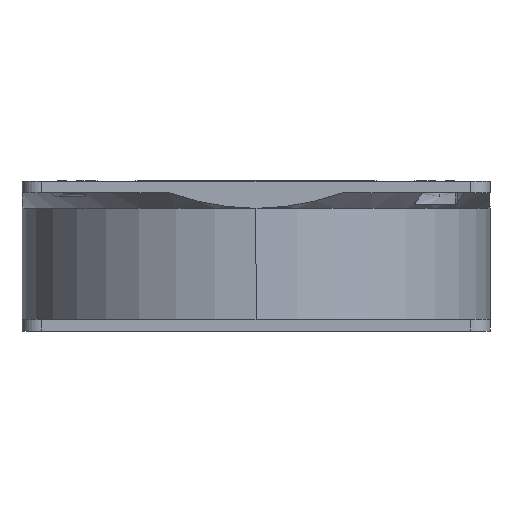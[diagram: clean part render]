
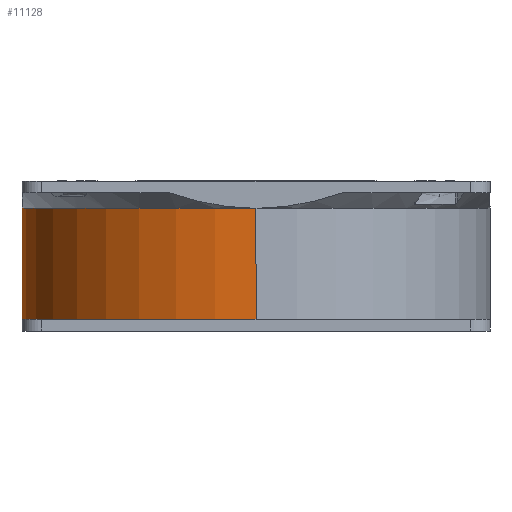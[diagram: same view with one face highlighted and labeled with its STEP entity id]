
A CAD part, left-side view. The second image highlights one B-rep face of the part: STEP entity #11128.
In plain terms, the highlighted cylindrical face has radius 60 mm (diameter 120 mm), a partial arc.
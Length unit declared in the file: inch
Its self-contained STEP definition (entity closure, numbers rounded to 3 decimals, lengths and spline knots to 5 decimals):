
#37 = CARTESIAN_POINT ( 'NONE',  ( 4.72441, 2.3622, 1.24016 ) ) ;
#417 = ORIENTED_EDGE ( 'NONE', *, *, #965, .F. ) ;
#620 = CARTESIAN_POINT ( 'NONE',  ( 2.3622, 2.3622, 0.11811 ) ) ;
#965 = EDGE_CURVE ( 'NONE', #3315, #11186, #9848, .T. ) ;
#1091 = EDGE_CURVE ( 'NONE', #2592, #11163, #16522, .T. ) ;
#1245 = DIRECTION ( 'NONE',  ( 1., 0., 0. ) ) ;
#1329 = DIRECTION ( 'NONE',  ( 0., -1., 0. ) ) ;
#1338 = CARTESIAN_POINT ( 'NONE',  ( 0., 2.3622, 1.39764 ) ) ;
#1909 = AXIS2_PLACEMENT_3D ( 'NONE', #620, #6031, #15761 ) ;
#2195 = DIRECTION ( 'NONE',  ( 0., -1., 0. ) ) ;
#2297 = DIRECTION ( 'NONE',  ( 1., 0., 0. ) ) ;
#2592 = VERTEX_POINT ( 'NONE', #9361 ) ;
#2930 = AXIS2_PLACEMENT_3D ( 'NONE', #12193, #5130, #1245 ) ;
#3315 = VERTEX_POINT ( 'NONE', #7213 ) ;
#3332 = ORIENTED_EDGE ( 'NONE', *, *, #12172, .T. ) ;
#3374 = DIRECTION ( 'NONE',  ( 0., 0., 1. ) ) ;
#3448 = AXIS2_PLACEMENT_3D ( 'NONE', #9191, #10785, #2297 ) ;
#4039 = CARTESIAN_POINT ( 'NONE',  ( 4.72441, 2.3622, 1.39764 ) ) ;
#4632 = VERTEX_POINT ( 'NONE', #37 ) ;
#4633 = DIRECTION ( 'NONE',  ( 0., 0., 1. ) ) ;
#5130 = DIRECTION ( 'NONE',  ( 0., 0., -1. ) ) ;
#5183 = FACE_OUTER_BOUND ( 'NONE', #17324, .T. ) ;
#5878 = CARTESIAN_POINT ( 'NONE',  ( 2.3622, 2.3622, 1.24016 ) ) ;
#5965 = DIRECTION ( 'NONE',  ( 0., 0., -1. ) ) ;
#6031 = DIRECTION ( 'NONE',  ( 0., 0., -1. ) ) ;
#6660 = AXIS2_PLACEMENT_3D ( 'NONE', #17649, #13666, #1329 ) ;
#6920 = ORIENTED_EDGE ( 'NONE', *, *, #15944, .F. ) ;
#7213 = CARTESIAN_POINT ( 'NONE',  ( 2.3622, 4.72441, 0.11811 ) ) ;
#7358 = VERTEX_POINT ( 'NONE', #14911 ) ;
#7876 = EDGE_CURVE ( 'NONE', #17541, #3315, #16710, .T. ) ;
#8053 = CARTESIAN_POINT ( 'NONE',  ( 4.1912, 3.85713, 1.24016 ) ) ;
#8191 = CARTESIAN_POINT ( 'NONE',  ( 4.72441, 2.3622, 0.11811 ) ) ;
#8332 = AXIS2_PLACEMENT_3D ( 'NONE', #5878, #5965, #8791 ) ;
#8445 = CIRCLE ( 'NONE', #15988, 2.3622 ) ;
#8467 = DIRECTION ( 'NONE',  ( 0., -1., 0. ) ) ;
#8791 = DIRECTION ( 'NONE',  ( 1., 0., 0. ) ) ;
#8979 = VECTOR ( 'NONE', #15107, 39.37008 ) ;
#9191 = CARTESIAN_POINT ( 'NONE',  ( 2.3622, 2.3622, 1.39764 ) ) ;
#9361 = CARTESIAN_POINT ( 'NONE',  ( 3.85713, 4.1912, 1.24016 ) ) ;
#9404 = VECTOR ( 'NONE', #14844, 39.37008 ) ;
#9537 = ORIENTED_EDGE ( 'NONE', *, *, #16915, .F. ) ;
#9848 = CIRCLE ( 'NONE', #2930, 2.3622 ) ;
#9920 = CIRCLE ( 'NONE', #12522, 2.3622 ) ;
#9941 = EDGE_CURVE ( 'NONE', #2592, #13046, #10326, .T. ) ;
#10151 = CARTESIAN_POINT ( 'NONE',  ( 0., 2.3622, 0.11811 ) ) ;
#10326 = CIRCLE ( 'NONE', #8332, 2.3622 ) ;
#10785 = DIRECTION ( 'NONE',  ( 0., 0., 1. ) ) ;
#11128 = ADVANCED_FACE ( 'NONE', ( #5183 ), #16090, .T. ) ;
#11163 = VERTEX_POINT ( 'NONE', #14308 ) ;
#11186 = VERTEX_POINT ( 'NONE', #8191 ) ;
#12003 = ORIENTED_EDGE ( 'NONE', *, *, #7876, .F. ) ;
#12154 = ORIENTED_EDGE ( 'NONE', *, *, #1091, .F. ) ;
#12172 = EDGE_CURVE ( 'NONE', #17541, #7358, #17759, .T. ) ;
#12193 = CARTESIAN_POINT ( 'NONE',  ( 2.3622, 2.3622, 0.11811 ) ) ;
#12522 = AXIS2_PLACEMENT_3D ( 'NONE', #17067, #4633, #8467 ) ;
#13046 = VERTEX_POINT ( 'NONE', #8053 ) ;
#13258 = CARTESIAN_POINT ( 'NONE',  ( 2.3622, 2.3622, 1.24016 ) ) ;
#13577 = LINE ( 'NONE', #4039, #9404 ) ;
#13630 = EDGE_CURVE ( 'NONE', #11163, #7358, #8445, .T. ) ;
#13666 = DIRECTION ( 'NONE',  ( 0., 0., 1. ) ) ;
#14133 = ORIENTED_EDGE ( 'NONE', *, *, #9941, .T. ) ;
#14308 = CARTESIAN_POINT ( 'NONE',  ( 2.3622, 4.72441, 1.24016 ) ) ;
#14844 = DIRECTION ( 'NONE',  ( 0., 0., 1. ) ) ;
#14911 = CARTESIAN_POINT ( 'NONE',  ( 0., 2.3622, 1.24016 ) ) ;
#15107 = DIRECTION ( 'NONE',  ( 0., 0., 1. ) ) ;
#15716 = ORIENTED_EDGE ( 'NONE', *, *, #13630, .F. ) ;
#15761 = DIRECTION ( 'NONE',  ( 1., 0., 0. ) ) ;
#15944 = EDGE_CURVE ( 'NONE', #4632, #13046, #9920, .T. ) ;
#15988 = AXIS2_PLACEMENT_3D ( 'NONE', #13258, #3374, #2195 ) ;
#16090 = CYLINDRICAL_SURFACE ( 'NONE', #3448, 2.3622 ) ;
#16522 = CIRCLE ( 'NONE', #6660, 2.3622 ) ;
#16710 = CIRCLE ( 'NONE', #1909, 2.3622 ) ;
#16915 = EDGE_CURVE ( 'NONE', #11186, #4632, #13577, .T. ) ;
#17067 = CARTESIAN_POINT ( 'NONE',  ( 2.3622, 2.3622, 1.24016 ) ) ;
#17324 = EDGE_LOOP ( 'NONE', ( #12003, #3332, #15716, #12154, #14133, #6920, #9537, #417 ) ) ;
#17541 = VERTEX_POINT ( 'NONE', #10151 ) ;
#17649 = CARTESIAN_POINT ( 'NONE',  ( 2.3622, 2.3622, 1.24016 ) ) ;
#17759 = LINE ( 'NONE', #1338, #8979 ) ;
